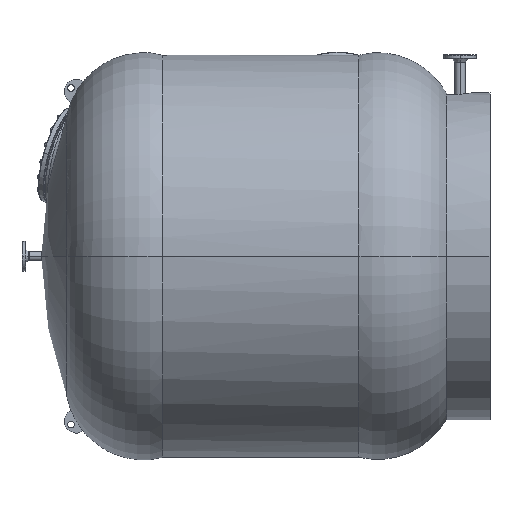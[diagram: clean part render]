
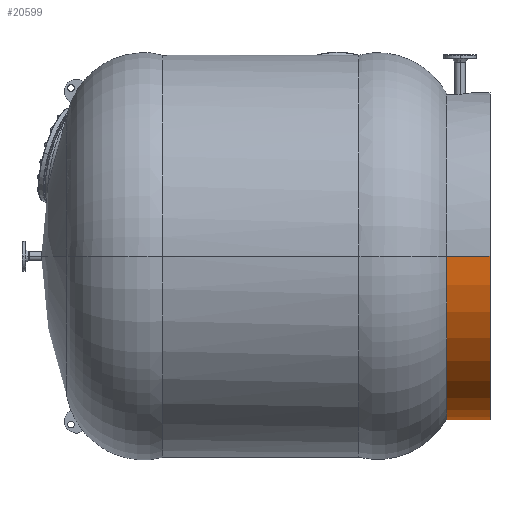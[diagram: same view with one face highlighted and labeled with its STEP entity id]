
A CAD part, left-side view. The second image highlights one B-rep face of the part: STEP entity #20599.
In plain terms, the highlighted cylindrical face has radius 820 mm (diameter 1640 mm), a partial arc.
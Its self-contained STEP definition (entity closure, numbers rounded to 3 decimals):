
#5893 = CYLINDRICAL_SURFACE ( 'NONE', #69662, 820. ) ;
#11551 = ORIENTED_EDGE ( 'NONE', *, *, #82053, .F. ) ;
#12749 = DIRECTION ( 'NONE',  ( 1., 0., 0. ) ) ;
#16217 = CIRCLE ( 'NONE', #114629, 820. ) ;
#17667 = EDGE_CURVE ( 'NONE', #28291, #31480, #70867, .T. ) ;
#20536 = VERTEX_POINT ( 'NONE', #55186 ) ;
#20599 = ADVANCED_FACE ( 'NONE', ( #102972 ), #5893, .T. ) ;
#22515 = ORIENTED_EDGE ( 'NONE', *, *, #17667, .T. ) ;
#23348 = CARTESIAN_POINT ( 'NONE',  ( 1670., 1.8, -850. ) ) ;
#23656 = DIRECTION ( 'NONE',  ( 1., 0., 0. ) ) ;
#24481 = LINE ( 'NONE', #23348, #95958 ) ;
#28291 = VERTEX_POINT ( 'NONE', #30369 ) ;
#30369 = CARTESIAN_POINT ( 'NONE',  ( 30., 1.8, -850. ) ) ;
#31480 = VERTEX_POINT ( 'NONE', #69199 ) ;
#38584 = ORIENTED_EDGE ( 'NONE', *, *, #80089, .T. ) ;
#41213 = CARTESIAN_POINT ( 'NONE',  ( 850., 0., -850. ) ) ;
#42698 = VECTOR ( 'NONE', #44747, 1000. ) ;
#42968 = DIRECTION ( 'NONE',  ( 0., 1., 0. ) ) ;
#44747 = DIRECTION ( 'NONE',  ( 0., 1., 0. ) ) ;
#48703 = CARTESIAN_POINT ( 'NONE',  ( 850., 1.8, -850. ) ) ;
#55186 = CARTESIAN_POINT ( 'NONE',  ( 1670., 218.05, -850. ) ) ;
#58978 = CARTESIAN_POINT ( 'NONE',  ( 850., 218.05, -850. ) ) ;
#67912 = DIRECTION ( 'NONE',  ( 1., 0., 0. ) ) ;
#69199 = CARTESIAN_POINT ( 'NONE',  ( 30., 218.05, -850. ) ) ;
#69662 = AXIS2_PLACEMENT_3D ( 'NONE', #41213, #76717, #67912 ) ;
#70867 = LINE ( 'NONE', #106532, #42698 ) ;
#74330 = VERTEX_POINT ( 'NONE', #87724 ) ;
#75420 = DIRECTION ( 'NONE',  ( 0., 1., 0. ) ) ;
#76717 = DIRECTION ( 'NONE',  ( 0., -1., 0. ) ) ;
#80089 = EDGE_CURVE ( 'NONE', #74330, #28291, #82304, .T. ) ;
#82053 = EDGE_CURVE ( 'NONE', #20536, #31480, #16217, .T. ) ;
#82304 = CIRCLE ( 'NONE', #99194, 820. ) ;
#87724 = CARTESIAN_POINT ( 'NONE',  ( 1670., 1.8, -850. ) ) ;
#95958 = VECTOR ( 'NONE', #42968, 1000. ) ;
#95959 = EDGE_CURVE ( 'NONE', #74330, #20536, #24481, .T. ) ;
#99194 = AXIS2_PLACEMENT_3D ( 'NONE', #48703, #75420, #12749 ) ;
#99856 = EDGE_LOOP ( 'NONE', ( #38584, #22515, #11551, #111471 ) ) ;
#102972 = FACE_OUTER_BOUND ( 'NONE', #99856, .T. ) ;
#103318 = DIRECTION ( 'NONE',  ( 0., 1., 0. ) ) ;
#106532 = CARTESIAN_POINT ( 'NONE',  ( 30., 1.8, -850. ) ) ;
#111471 = ORIENTED_EDGE ( 'NONE', *, *, #95959, .F. ) ;
#114629 = AXIS2_PLACEMENT_3D ( 'NONE', #58978, #103318, #23656 ) ;
